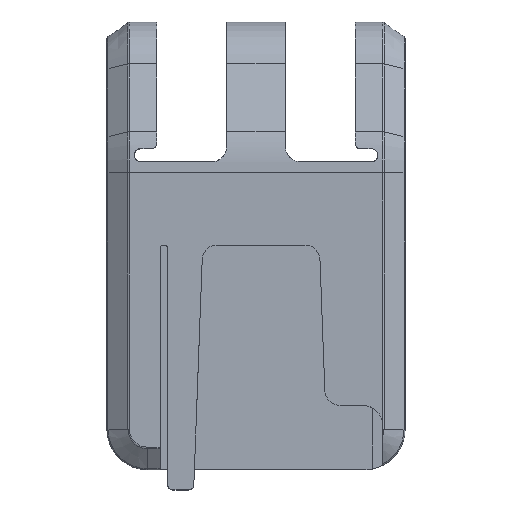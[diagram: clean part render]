
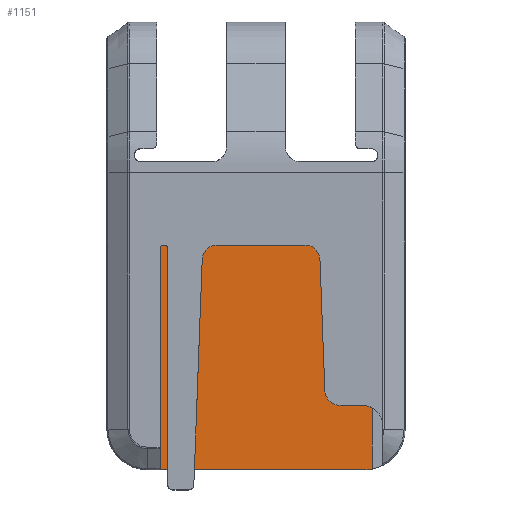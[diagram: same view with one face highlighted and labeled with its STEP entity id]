
A CAD part, top view. The second image highlights one B-rep face of the part: STEP entity #1151.
In plain terms, the highlighted planar face has unit normal (0, 0, 1).
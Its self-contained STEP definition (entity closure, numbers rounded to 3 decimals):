
#20 = CARTESIAN_POINT ( 'NONE',  ( 9.769, 10.847, -3. ) ) ;
#25 = CARTESIAN_POINT ( 'NONE',  ( 10.7, -10.4, -3. ) ) ;
#49 = CARTESIAN_POINT ( 'NONE',  ( 9.793, 11.036, -3. ) ) ;
#94 = VERTEX_POINT ( 'NONE', #3952 ) ;
#112 = VERTEX_POINT ( 'NONE', #1265 ) ;
#120 = VERTEX_POINT ( 'NONE', #3712 ) ;
#137 = DIRECTION ( 'NONE',  ( -1., 0., 0. ) ) ;
#150 = DIRECTION ( 'NONE',  ( -1., 0., 0. ) ) ;
#226 = EDGE_CURVE ( 'NONE', #120, #595, #1316, .T. ) ;
#246 = AXIS2_PLACEMENT_3D ( 'NONE', #993, #4160, #4963 ) ;
#281 = DIRECTION ( 'NONE',  ( 0., -1., 0. ) ) ;
#294 = EDGE_CURVE ( 'NONE', #4122, #2786, #2551, .T. ) ;
#323 = DIRECTION ( 'NONE',  ( -1., 0., 0. ) ) ;
#422 = ORIENTED_EDGE ( 'NONE', *, *, #613, .T. ) ;
#515 = CARTESIAN_POINT ( 'NONE',  ( -9.517, 10.342, -3. ) ) ;
#517 = CARTESIAN_POINT ( 'NONE',  ( -9.8, -43.219, -3. ) ) ;
#564 = VECTOR ( 'NONE', #3688, 1000. ) ;
#595 = VERTEX_POINT ( 'NONE', #2307 ) ;
#613 = EDGE_CURVE ( 'NONE', #94, #120, #1049, .T. ) ;
#649 = B_SPLINE_CURVE_WITH_KNOTS ( 'NONE', 3,
 ( #947, #1259, #515, #863, #4523, #4005 ),
 .UNSPECIFIED., .F., .F.,
 ( 4, 2, 4 ),
 ( 0., 0.001, 0.001 ),
 .UNSPECIFIED. ) ;
#658 = ORIENTED_EDGE ( 'NONE', *, *, #2391, .T. ) ;
#664 = CARTESIAN_POINT ( 'NONE',  ( 9.8, -43.219, -3. ) ) ;
#683 = PLANE ( 'NONE',  #246 ) ;
#863 = CARTESIAN_POINT ( 'NONE',  ( -9.697, 10.672, -3. ) ) ;
#947 = CARTESIAN_POINT ( 'NONE',  ( -9.3, 10.036, -3. ) ) ;
#971 = LINE ( 'NONE', #1852, #2611 ) ;
#993 = CARTESIAN_POINT ( 'NONE',  ( -10.9, -43.219, -3. ) ) ;
#1015 = VECTOR ( 'NONE', #323, 1000. ) ;
#1049 =( BOUNDED_CURVE ( )  B_SPLINE_CURVE ( 3, ( #1218, #1823, #3411, #2488 ),
 .UNSPECIFIED., .F., .T. ) 
 B_SPLINE_CURVE_WITH_KNOTS ( ( 4, 4 ),
 ( 4.54, 4.712 ),
 .UNSPECIFIED. ) 
 CURVE ( )  GEOMETRIC_REPRESENTATION_ITEM ( )  RATIONAL_B_SPLINE_CURVE ( ( 1., 0.998, 0.998, 1. ) ) 
 REPRESENTATION_ITEM ( '' )  );
#1050 = DIRECTION ( 'NONE',  ( -1., 0., 0. ) ) ;
#1072 = FACE_OUTER_BOUND ( 'NONE', #1959, .T. ) ;
#1151 = ADVANCED_FACE ( 'NONE', ( #1072 ), #683, .F. ) ;
#1194 = ORIENTED_EDGE ( 'NONE', *, *, #4044, .T. ) ;
#1218 = CARTESIAN_POINT ( 'NONE',  ( -9.793, 11.036, -3. ) ) ;
#1259 = CARTESIAN_POINT ( 'NONE',  ( -9.408, 10.189, -3. ) ) ;
#1265 = CARTESIAN_POINT ( 'NONE',  ( 9.793, 11.036, -3. ) ) ;
#1296 = CARTESIAN_POINT ( 'NONE',  ( -10.7, -14.4, -3. ) ) ;
#1316 = LINE ( 'NONE', #517, #564 ) ;
#1325 = DIRECTION ( 'NONE',  ( 0., 0., 1. ) ) ;
#1329 = CIRCLE ( 'NONE', #4915, 4. ) ;
#1338 = CARTESIAN_POINT ( 'NONE',  ( 9.8, 11.95, -3. ) ) ;
#1348 = VECTOR ( 'NONE', #1050, 1000. ) ;
#1382 = CARTESIAN_POINT ( 'NONE',  ( 9.793, 11.036, -3. ) ) ;
#1486 = EDGE_CURVE ( 'NONE', #4414, #4109, #1329, .T. ) ;
#1496 = DIRECTION ( 'NONE',  ( 0., 1., 0. ) ) ;
#1535 = EDGE_CURVE ( 'NONE', #4122, #3277, #3563, .T. ) ;
#1592 = VECTOR ( 'NONE', #281, 1000. ) ;
#1631 = CARTESIAN_POINT ( 'NONE',  ( 9.408, 10.189, -3. ) ) ;
#1642 = CARTESIAN_POINT ( 'NONE',  ( -10.9, -14.395, -3. ) ) ;
#1697 = VERTEX_POINT ( 'NONE', #4974 ) ;
#1698 = ORIENTED_EDGE ( 'NONE', *, *, #4441, .T. ) ;
#1823 = CARTESIAN_POINT ( 'NONE',  ( -9.798, 11.076, -3. ) ) ;
#1852 = CARTESIAN_POINT ( 'NONE',  ( -10.9, -14.4, -3. ) ) ;
#1959 = EDGE_LOOP ( 'NONE', ( #5005, #658, #4289, #1698, #2268, #422, #4504, #2343, #3511, #3584, #3784, #5146, #1194, #3024 ) ) ;
#2053 = CARTESIAN_POINT ( 'NONE',  ( 11.439, -14.331, -3. ) ) ;
#2069 = VERTEX_POINT ( 'NONE', #1338 ) ;
#2094 = CARTESIAN_POINT ( 'NONE',  ( -10.7, -10.4, -3. ) ) ;
#2108 = LINE ( 'NONE', #2862, #3106 ) ;
#2188 = VERTEX_POINT ( 'NONE', #2675 ) ;
#2192 = CARTESIAN_POINT ( 'NONE',  ( 9.798, 11.076, -3. ) ) ;
#2207 = VERTEX_POINT ( 'NONE', #3146 ) ;
#2268 = ORIENTED_EDGE ( 'NONE', *, *, #3074, .T. ) ;
#2289 = VECTOR ( 'NONE', #3347, 1000. ) ;
#2307 = CARTESIAN_POINT ( 'NONE',  ( -9.8, 11.95, -3. ) ) ;
#2343 = ORIENTED_EDGE ( 'NONE', *, *, #3806, .T. ) ;
#2391 = EDGE_CURVE ( 'NONE', #3647, #112, #2637, .T. ) ;
#2486 = DIRECTION ( 'NONE',  ( -1., 0., 0. ) ) ;
#2488 = CARTESIAN_POINT ( 'NONE',  ( -9.8, 11.157, -3. ) ) ;
#2551 = LINE ( 'NONE', #4240, #2289 ) ;
#2611 = VECTOR ( 'NONE', #3444, 1000. ) ;
#2627 = LINE ( 'NONE', #664, #1592 ) ;
#2637 =( BOUNDED_CURVE ( )  B_SPLINE_CURVE ( 3, ( #4129, #3331, #2192, #1382 ),
 .UNSPECIFIED., .F., .T. ) 
 B_SPLINE_CURVE_WITH_KNOTS ( ( 4, 4 ),
 ( 4.712, 4.885 ),
 .UNSPECIFIED. ) 
 CURVE ( )  GEOMETRIC_REPRESENTATION_ITEM ( )  RATIONAL_B_SPLINE_CURVE ( ( 1., 0.998, 0.998, 1. ) ) 
 REPRESENTATION_ITEM ( '' )  );
#2675 = CARTESIAN_POINT ( 'NONE',  ( -9.3, 10.036, -3. ) ) ;
#2786 = VERTEX_POINT ( 'NONE', #3519 ) ;
#2862 = CARTESIAN_POINT ( 'NONE',  ( -10.9, 11.95, -3. ) ) ;
#2941 = EDGE_CURVE ( 'NONE', #4414, #3277, #971, .T. ) ;
#3022 = LINE ( 'NONE', #4626, #1348 ) ;
#3024 = ORIENTED_EDGE ( 'NONE', *, *, #5068, .T. ) ;
#3074 = EDGE_CURVE ( 'NONE', #2188, #94, #649, .T. ) ;
#3106 = VECTOR ( 'NONE', #150, 1000. ) ;
#3146 = CARTESIAN_POINT ( 'NONE',  ( 11.439, 11.95, -3. ) ) ;
#3277 = VERTEX_POINT ( 'NONE', #1296 ) ;
#3331 = CARTESIAN_POINT ( 'NONE',  ( 9.8, 11.116, -3. ) ) ;
#3347 = DIRECTION ( 'NONE',  ( 0., 1., 0. ) ) ;
#3411 = CARTESIAN_POINT ( 'NONE',  ( -9.8, 11.116, -3. ) ) ;
#3444 = DIRECTION ( 'NONE',  ( -1., 0., 0. ) ) ;
#3511 = ORIENTED_EDGE ( 'NONE', *, *, #294, .F. ) ;
#3519 = CARTESIAN_POINT ( 'NONE',  ( -10.9, 11.95, -3. ) ) ;
#3520 = CARTESIAN_POINT ( 'NONE',  ( 9.8, 11.157, -3. ) ) ;
#3563 = CIRCLE ( 'NONE', #4991, 4. ) ;
#3584 = ORIENTED_EDGE ( 'NONE', *, *, #1535, .T. ) ;
#3647 = VERTEX_POINT ( 'NONE', #3520 ) ;
#3688 = DIRECTION ( 'NONE',  ( 0., 1., 0. ) ) ;
#3696 = DIRECTION ( 'NONE',  ( 0., 0., 1. ) ) ;
#3712 = CARTESIAN_POINT ( 'NONE',  ( -9.8, 11.157, -3. ) ) ;
#3784 = ORIENTED_EDGE ( 'NONE', *, *, #2941, .F. ) ;
#3806 = EDGE_CURVE ( 'NONE', #595, #2786, #2108, .T. ) ;
#3887 = CARTESIAN_POINT ( 'NONE',  ( -9.8, 10.036, -3. ) ) ;
#3952 = CARTESIAN_POINT ( 'NONE',  ( -9.793, 11.036, -3. ) ) ;
#3958 = CARTESIAN_POINT ( 'NONE',  ( 9.517, 10.342, -3. ) ) ;
#4005 = CARTESIAN_POINT ( 'NONE',  ( -9.793, 11.036, -3. ) ) ;
#4026 = B_SPLINE_CURVE_WITH_KNOTS ( 'NONE', 3,
 ( #49, #20, #4379, #3958, #1631, #4073 ),
 .UNSPECIFIED., .F., .F.,
 ( 4, 2, 4 ),
 ( 0., 0.001, 0.001 ),
 .UNSPECIFIED. ) ;
#4044 = EDGE_CURVE ( 'NONE', #4109, #2207, #4314, .T. ) ;
#4073 = CARTESIAN_POINT ( 'NONE',  ( 9.3, 10.036, -3. ) ) ;
#4109 = VERTEX_POINT ( 'NONE', #2053 ) ;
#4122 = VERTEX_POINT ( 'NONE', #1642 ) ;
#4129 = CARTESIAN_POINT ( 'NONE',  ( 9.8, 11.157, -3. ) ) ;
#4160 = DIRECTION ( 'NONE',  ( 0., 0., -1. ) ) ;
#4219 = VECTOR ( 'NONE', #1496, 1000. ) ;
#4240 = CARTESIAN_POINT ( 'NONE',  ( -10.9, -43.219, -3. ) ) ;
#4289 = ORIENTED_EDGE ( 'NONE', *, *, #4924, .T. ) ;
#4314 = LINE ( 'NONE', #5077, #4219 ) ;
#4379 = CARTESIAN_POINT ( 'NONE',  ( 9.697, 10.672, -3. ) ) ;
#4414 = VERTEX_POINT ( 'NONE', #4752 ) ;
#4441 = EDGE_CURVE ( 'NONE', #1697, #2188, #4698, .T. ) ;
#4504 = ORIENTED_EDGE ( 'NONE', *, *, #226, .T. ) ;
#4523 = CARTESIAN_POINT ( 'NONE',  ( -9.769, 10.847, -3. ) ) ;
#4626 = CARTESIAN_POINT ( 'NONE',  ( -10.9, 11.95, -3. ) ) ;
#4698 = LINE ( 'NONE', #3887, #1015 ) ;
#4752 = CARTESIAN_POINT ( 'NONE',  ( 10.7, -14.4, -3. ) ) ;
#4915 = AXIS2_PLACEMENT_3D ( 'NONE', #25, #1325, #2486 ) ;
#4924 = EDGE_CURVE ( 'NONE', #112, #1697, #4026, .T. ) ;
#4963 = DIRECTION ( 'NONE',  ( -1., 0., 0. ) ) ;
#4974 = CARTESIAN_POINT ( 'NONE',  ( 9.3, 10.036, -3. ) ) ;
#4991 = AXIS2_PLACEMENT_3D ( 'NONE', #2094, #3696, #137 ) ;
#5005 = ORIENTED_EDGE ( 'NONE', *, *, #5069, .T. ) ;
#5068 = EDGE_CURVE ( 'NONE', #2207, #2069, #3022, .T. ) ;
#5069 = EDGE_CURVE ( 'NONE', #2069, #3647, #2627, .T. ) ;
#5077 = CARTESIAN_POINT ( 'NONE',  ( 11.439, -43.219, -3. ) ) ;
#5146 = ORIENTED_EDGE ( 'NONE', *, *, #1486, .T. ) ;
